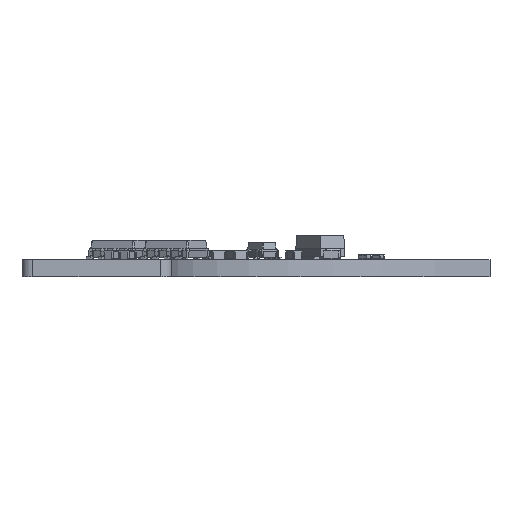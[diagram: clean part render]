
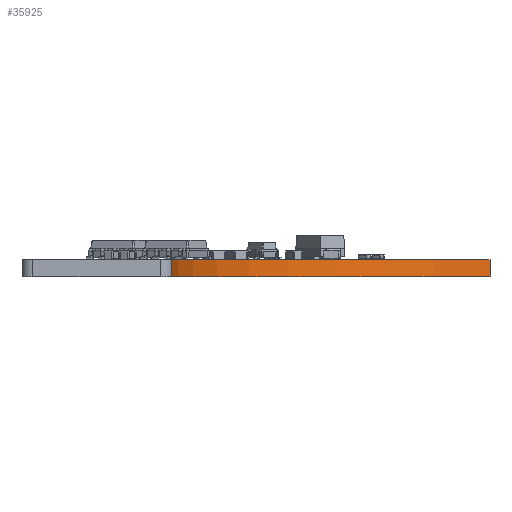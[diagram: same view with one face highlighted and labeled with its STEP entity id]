
A CAD part, left-side view. The second image highlights one B-rep face of the part: STEP entity #35925.
In plain terms, the highlighted cylindrical face has radius 31 mm (diameter 62 mm), a partial arc.
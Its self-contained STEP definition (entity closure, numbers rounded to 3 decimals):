
#35809 = EDGE_CURVE('',#35810,#35812,#35814,.T.);
#35810 = VERTEX_POINT('',#35811);
#35811 = CARTESIAN_POINT('',(30.981,1.082,0.));
#35812 = VERTEX_POINT('',#35813);
#35813 = CARTESIAN_POINT('',(30.981,1.082,1.6));
#35814 = SURFACE_CURVE('',#35815,(#35819,#35831),.PCURVE_S1.);
#35815 = LINE('',#35816,#35817);
#35816 = CARTESIAN_POINT('',(30.981,1.082,0.));
#35817 = VECTOR('',#35818,1.);
#35818 = DIRECTION('',(0.,0.,1.));
#35819 = PCURVE('',#35820,#35825);
#35820 = PLANE('',#35821);
#35821 = AXIS2_PLACEMENT_3D('',#35822,#35823,#35824);
#35822 = CARTESIAN_POINT('',(30.981,1.082,0.));
#35823 = DIRECTION('',(-0.035,0.999,0.));
#35824 = DIRECTION('',(0.999,0.035,0.));
#35825 = DEFINITIONAL_REPRESENTATION('',(#35826),#35830);
#35826 = LINE('',#35827,#35828);
#35827 = CARTESIAN_POINT('',(0.,0.));
#35828 = VECTOR('',#35829,1.);
#35829 = DIRECTION('',(0.,-1.));
#35830 = ( GEOMETRIC_REPRESENTATION_CONTEXT(2) 
PARAMETRIC_REPRESENTATION_CONTEXT() REPRESENTATION_CONTEXT('2D SPACE',''
  ) );
#35831 = PCURVE('',#35832,#35837);
#35832 = CYLINDRICAL_SURFACE('',#35833,31.);
#35833 = AXIS2_PLACEMENT_3D('',#35834,#35835,#35836);
#35834 = CARTESIAN_POINT('',(0.,-0.,0.));
#35835 = DIRECTION('',(-0.,-0.,-1.));
#35836 = DIRECTION('',(1.,0.,-0.));
#35837 = DEFINITIONAL_REPRESENTATION('',(#35838),#35842);
#35838 = LINE('',#35839,#35840);
#35839 = CARTESIAN_POINT('',(-0.035,0.));
#35840 = VECTOR('',#35841,1.);
#35841 = DIRECTION('',(-0.,-1.));
#35842 = ( GEOMETRIC_REPRESENTATION_CONTEXT(2) 
PARAMETRIC_REPRESENTATION_CONTEXT() REPRESENTATION_CONTEXT('2D SPACE',''
  ) );
#35860 = PLANE('',#35861);
#35861 = AXIS2_PLACEMENT_3D('',#35862,#35863,#35864);
#35862 = CARTESIAN_POINT('',(23.297,23.901,1.6));
#35863 = DIRECTION('',(0.,0.,1.));
#35864 = DIRECTION('',(1.,0.,-0.));
#35914 = PLANE('',#35915);
#35915 = AXIS2_PLACEMENT_3D('',#35916,#35917,#35918);
#35916 = CARTESIAN_POINT('',(23.297,23.901,0.));
#35917 = DIRECTION('',(0.,0.,1.));
#35918 = DIRECTION('',(1.,0.,-0.));
#35925 = ADVANCED_FACE('',(#35926),#35832,.F.);
#35926 = FACE_BOUND('',#35927,.T.);
#35927 = EDGE_LOOP('',(#35928,#35929,#35953,#35981));
#35928 = ORIENTED_EDGE('',*,*,#35809,.T.);
#35929 = ORIENTED_EDGE('',*,*,#35930,.T.);
#35930 = EDGE_CURVE('',#35812,#35931,#35933,.T.);
#35931 = VERTEX_POINT('',#35932);
#35932 = CARTESIAN_POINT('',(0.969,30.985,1.6));
#35933 = SURFACE_CURVE('',#35934,(#35939,#35946),.PCURVE_S1.);
#35934 = CIRCLE('',#35935,31.);
#35935 = AXIS2_PLACEMENT_3D('',#35936,#35937,#35938);
#35936 = CARTESIAN_POINT('',(0.,0.,1.6));
#35937 = DIRECTION('',(0.,0.,1.));
#35938 = DIRECTION('',(1.,0.,-0.));
#35939 = PCURVE('',#35832,#35940);
#35940 = DEFINITIONAL_REPRESENTATION('',(#35941),#35945);
#35941 = LINE('',#35942,#35943);
#35942 = CARTESIAN_POINT('',(-0.,-1.6));
#35943 = VECTOR('',#35944,1.);
#35944 = DIRECTION('',(-1.,0.));
#35945 = ( GEOMETRIC_REPRESENTATION_CONTEXT(2) 
PARAMETRIC_REPRESENTATION_CONTEXT() REPRESENTATION_CONTEXT('2D SPACE',''
  ) );
#35946 = PCURVE('',#35860,#35947);
#35947 = DEFINITIONAL_REPRESENTATION('',(#35948),#35952);
#35948 = CIRCLE('',#35949,31.);
#35949 = AXIS2_PLACEMENT_2D('',#35950,#35951);
#35950 = CARTESIAN_POINT('',(-23.297,-23.901));
#35951 = DIRECTION('',(1.,0.));
#35952 = ( GEOMETRIC_REPRESENTATION_CONTEXT(2) 
PARAMETRIC_REPRESENTATION_CONTEXT() REPRESENTATION_CONTEXT('2D SPACE',''
  ) );
#35953 = ORIENTED_EDGE('',*,*,#35954,.F.);
#35954 = EDGE_CURVE('',#35955,#35931,#35957,.T.);
#35955 = VERTEX_POINT('',#35956);
#35956 = CARTESIAN_POINT('',(0.969,30.985,0.));
#35957 = SURFACE_CURVE('',#35958,(#35962,#35969),.PCURVE_S1.);
#35958 = LINE('',#35959,#35960);
#35959 = CARTESIAN_POINT('',(0.969,30.985,0.));
#35960 = VECTOR('',#35961,1.);
#35961 = DIRECTION('',(0.,0.,1.));
#35962 = PCURVE('',#35832,#35963);
#35963 = DEFINITIONAL_REPRESENTATION('',(#35964),#35968);
#35964 = LINE('',#35965,#35966);
#35965 = CARTESIAN_POINT('',(-1.54,0.));
#35966 = VECTOR('',#35967,1.);
#35967 = DIRECTION('',(-0.,-1.));
#35968 = ( GEOMETRIC_REPRESENTATION_CONTEXT(2) 
PARAMETRIC_REPRESENTATION_CONTEXT() REPRESENTATION_CONTEXT('2D SPACE',''
  ) );
#35969 = PCURVE('',#35970,#35975);
#35970 = CYLINDRICAL_SURFACE('',#35971,1.);
#35971 = AXIS2_PLACEMENT_3D('',#35972,#35973,#35974);
#35972 = CARTESIAN_POINT('',(1.,31.984,0.));
#35973 = DIRECTION('',(-0.,-0.,-1.));
#35974 = DIRECTION('',(1.,0.,-0.));
#35975 = DEFINITIONAL_REPRESENTATION('',(#35976),#35980);
#35976 = LINE('',#35977,#35978);
#35977 = CARTESIAN_POINT('',(-4.681,0.));
#35978 = VECTOR('',#35979,1.);
#35979 = DIRECTION('',(-0.,-1.));
#35980 = ( GEOMETRIC_REPRESENTATION_CONTEXT(2) 
PARAMETRIC_REPRESENTATION_CONTEXT() REPRESENTATION_CONTEXT('2D SPACE',''
  ) );
#35981 = ORIENTED_EDGE('',*,*,#35982,.F.);
#35982 = EDGE_CURVE('',#35810,#35955,#35983,.T.);
#35983 = SURFACE_CURVE('',#35984,(#35989,#35996),.PCURVE_S1.);
#35984 = CIRCLE('',#35985,31.);
#35985 = AXIS2_PLACEMENT_3D('',#35986,#35987,#35988);
#35986 = CARTESIAN_POINT('',(0.,-0.,0.));
#35987 = DIRECTION('',(0.,0.,1.));
#35988 = DIRECTION('',(1.,0.,-0.));
#35989 = PCURVE('',#35832,#35990);
#35990 = DEFINITIONAL_REPRESENTATION('',(#35991),#35995);
#35991 = LINE('',#35992,#35993);
#35992 = CARTESIAN_POINT('',(-0.,0.));
#35993 = VECTOR('',#35994,1.);
#35994 = DIRECTION('',(-1.,0.));
#35995 = ( GEOMETRIC_REPRESENTATION_CONTEXT(2) 
PARAMETRIC_REPRESENTATION_CONTEXT() REPRESENTATION_CONTEXT('2D SPACE',''
  ) );
#35996 = PCURVE('',#35914,#35997);
#35997 = DEFINITIONAL_REPRESENTATION('',(#35998),#36002);
#35998 = CIRCLE('',#35999,31.);
#35999 = AXIS2_PLACEMENT_2D('',#36000,#36001);
#36000 = CARTESIAN_POINT('',(-23.297,-23.901));
#36001 = DIRECTION('',(1.,0.));
#36002 = ( GEOMETRIC_REPRESENTATION_CONTEXT(2) 
PARAMETRIC_REPRESENTATION_CONTEXT() REPRESENTATION_CONTEXT('2D SPACE',''
  ) );
